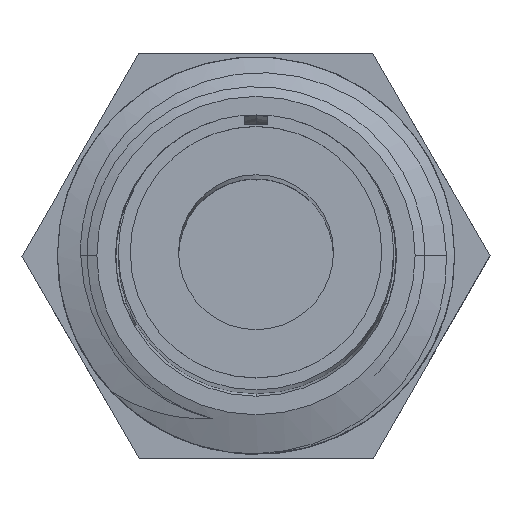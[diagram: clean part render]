
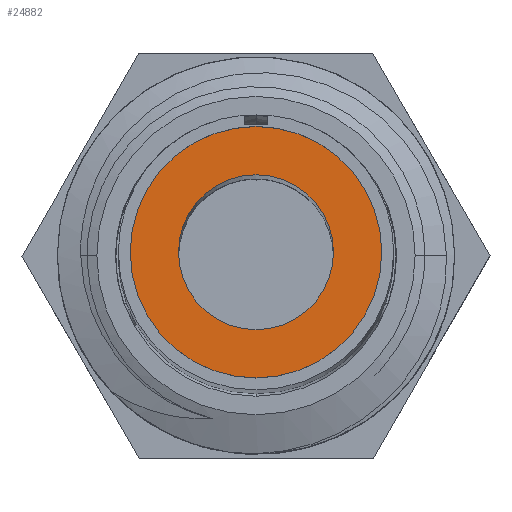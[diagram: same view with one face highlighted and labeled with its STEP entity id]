
A CAD part, top view. The second image highlights one B-rep face of the part: STEP entity #24882.
In plain terms, the highlighted planar face has unit normal (0, 0, 1).
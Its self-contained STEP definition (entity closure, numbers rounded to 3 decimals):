
#90 = DIRECTION ( 'NONE',  ( -1., 0., 0. ) ) ;
#825 = CARTESIAN_POINT ( 'NONE',  ( 3.25, 0., 106. ) ) ;
#1564 = FACE_OUTER_BOUND ( 'NONE', #17246, .T. ) ;
#4050 = DIRECTION ( 'NONE',  ( 1., 0., 0. ) ) ;
#4290 = AXIS2_PLACEMENT_3D ( 'NONE', #8515, #21694, #25871 ) ;
#6386 = EDGE_CURVE ( 'NONE', #11377, #26311, #28213, .T. ) ;
#6505 = DIRECTION ( 'NONE',  ( 0., 0., -1. ) ) ;
#6944 = CIRCLE ( 'NONE', #8277, 5.275 ) ;
#7056 = DIRECTION ( 'NONE',  ( 1., 0., 0. ) ) ;
#8042 = DIRECTION ( 'NONE',  ( 1., 0., 0. ) ) ;
#8277 = AXIS2_PLACEMENT_3D ( 'NONE', #23980, #15034, #4050 ) ;
#8515 = CARTESIAN_POINT ( 'NONE',  ( 0., 0., 106. ) ) ;
#8605 = EDGE_CURVE ( 'NONE', #16872, #9260, #9385, .T. ) ;
#8721 = CARTESIAN_POINT ( 'NONE',  ( -5.275, 0., 106. ) ) ;
#9207 = DIRECTION ( 'NONE',  ( 0., 0., 1. ) ) ;
#9260 = VERTEX_POINT ( 'NONE', #8721 ) ;
#9385 = CIRCLE ( 'NONE', #11944, 5.275 ) ;
#9867 = ORIENTED_EDGE ( 'NONE', *, *, #13667, .T. ) ;
#9928 = CARTESIAN_POINT ( 'NONE',  ( -3.25, 0., 106. ) ) ;
#10831 = CARTESIAN_POINT ( 'NONE',  ( 5.275, 0., 106. ) ) ;
#11377 = VERTEX_POINT ( 'NONE', #825 ) ;
#11682 = FACE_BOUND ( 'NONE', #14816, .T. ) ;
#11944 = AXIS2_PLACEMENT_3D ( 'NONE', #21305, #16842, #8042 ) ;
#12607 = AXIS2_PLACEMENT_3D ( 'NONE', #24573, #6505, #90 ) ;
#13667 = EDGE_CURVE ( 'NONE', #9260, #16872, #6944, .T. ) ;
#14816 = EDGE_LOOP ( 'NONE', ( #28407, #25143 ) ) ;
#15034 = DIRECTION ( 'NONE',  ( 0., 0., 1. ) ) ;
#15641 = ORIENTED_EDGE ( 'NONE', *, *, #8605, .T. ) ;
#16842 = DIRECTION ( 'NONE',  ( 0., 0., 1. ) ) ;
#16872 = VERTEX_POINT ( 'NONE', #10831 ) ;
#17246 = EDGE_LOOP ( 'NONE', ( #9867, #15641 ) ) ;
#18191 = CARTESIAN_POINT ( 'NONE',  ( 0., 0., 106. ) ) ;
#18292 = PLANE ( 'NONE',  #24048 ) ;
#20739 = CIRCLE ( 'NONE', #4290, 3.25 ) ;
#21305 = CARTESIAN_POINT ( 'NONE',  ( 0., 0., 106. ) ) ;
#21694 = DIRECTION ( 'NONE',  ( 0., 0., -1. ) ) ;
#22370 = EDGE_CURVE ( 'NONE', #26311, #11377, #20739, .T. ) ;
#23980 = CARTESIAN_POINT ( 'NONE',  ( 0., 0., 106. ) ) ;
#24048 = AXIS2_PLACEMENT_3D ( 'NONE', #18191, #9207, #7056 ) ;
#24573 = CARTESIAN_POINT ( 'NONE',  ( 0., 0., 106. ) ) ;
#24882 = ADVANCED_FACE ( 'NONE', ( #11682, #1564 ), #18292, .T. ) ;
#25143 = ORIENTED_EDGE ( 'NONE', *, *, #6386, .T. ) ;
#25871 = DIRECTION ( 'NONE',  ( -1., 0., 0. ) ) ;
#26311 = VERTEX_POINT ( 'NONE', #9928 ) ;
#28213 = CIRCLE ( 'NONE', #12607, 3.25 ) ;
#28407 = ORIENTED_EDGE ( 'NONE', *, *, #22370, .T. ) ;
